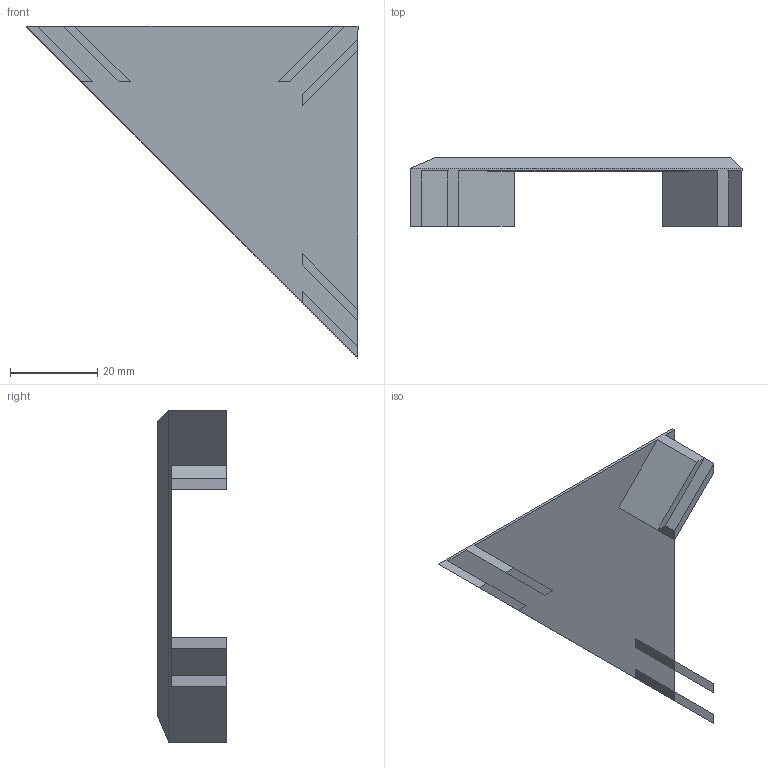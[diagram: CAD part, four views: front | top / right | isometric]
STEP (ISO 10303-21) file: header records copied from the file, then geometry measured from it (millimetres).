
FILE_DESCRIPTION (( 'STEP AP203' ), '1' );
FILE_NAME ('3-Way Wall Brace.STEP', '2019-05-07T16:59:40', ( '' ), ( '' ), 'SwSTEP 2.0', 'SolidWorks 2014', '' );
FILE_SCHEMA (( 'CONFIG_CONTROL_DESIGN' ));
Length unit declared in the file: inch
Products named in the file (1): 3-Way Wall Brace
Bounding box: 76.2 x 15.88 x 76.2 mm (x, y, z)
Volume: 10868.4 mm3; surface area: 9354.1 mm2
Topology: 1 solids, 1 shells, 30 faces, 81 edges, 53 vertices
Faces by surface type: plane 30
Entity records: 1000 total; most frequent: CARTESIAN_POINT 165, ORIENTED_EDGE 162, DIRECTION 143, EDGE_CURVE 81, LINE 81, VECTOR 81, VERTEX_POINT 53, AXIS2_PLACEMENT_3D 31
